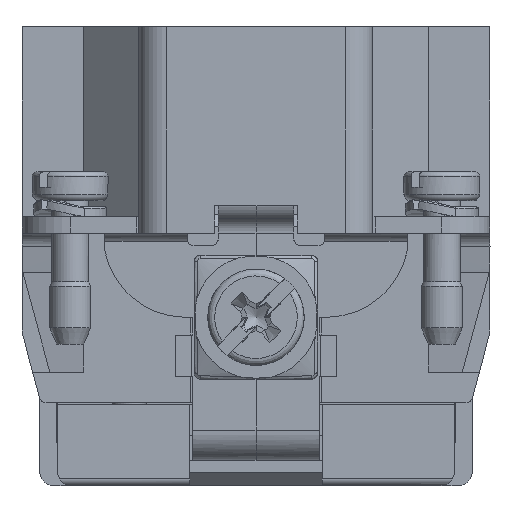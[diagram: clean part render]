
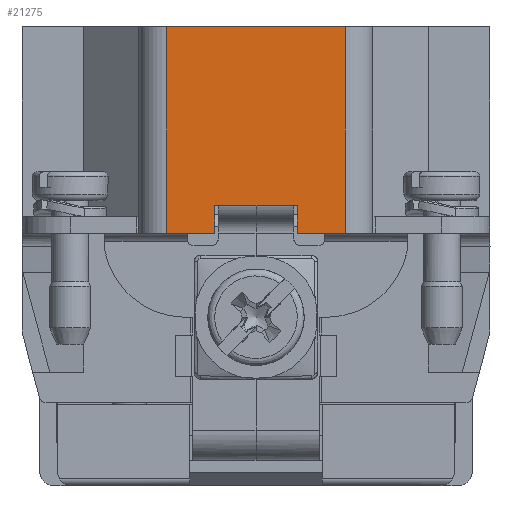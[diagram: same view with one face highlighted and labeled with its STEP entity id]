
A CAD part, left-side view. The second image highlights one B-rep face of the part: STEP entity #21275.
In plain terms, the highlighted planar face has unit normal (-1, 0, 0).
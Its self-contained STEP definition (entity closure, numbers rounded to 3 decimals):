
#16772=PLANE('',#71659);
#18879=FACE_OUTER_BOUND('',#25875,.T.);
#21275=ADVANCED_FACE('',(#18879),#16772,.F.);
#25875=EDGE_LOOP('',(#39141,#39142,#39143,#39144,#39145,#39146,#39147,#39148));
#39141=ORIENTED_EDGE('',*,*,#53680,.F.);
#39142=ORIENTED_EDGE('',*,*,#53685,.F.);
#39143=ORIENTED_EDGE('',*,*,#53688,.F.);
#39144=ORIENTED_EDGE('',*,*,#53297,.F.);
#39145=ORIENTED_EDGE('',*,*,#53689,.T.);
#39146=ORIENTED_EDGE('',*,*,#53665,.F.);
#39147=ORIENTED_EDGE('',*,*,#53671,.F.);
#39148=ORIENTED_EDGE('',*,*,#53678,.F.);
#46905=VERTEX_POINT('',#101291);
#46906=VERTEX_POINT('',#101293);
#47127=VERTEX_POINT('',#102352);
#47128=VERTEX_POINT('',#102354);
#47131=VERTEX_POINT('',#102363);
#47136=VERTEX_POINT('',#102377);
#47137=VERTEX_POINT('',#102381);
#47141=VERTEX_POINT('',#102391);
#53297=EDGE_CURVE('',#46905,#46906,#60561,.T.);
#53665=EDGE_CURVE('',#47127,#47128,#60834,.T.);
#53671=EDGE_CURVE('',#47131,#47127,#60839,.T.);
#53678=EDGE_CURVE('',#47136,#47131,#60846,.T.);
#53680=EDGE_CURVE('',#47137,#47136,#60848,.T.);
#53685=EDGE_CURVE('',#47141,#47137,#60852,.T.);
#53688=EDGE_CURVE('',#46906,#47141,#60855,.T.);
#53689=EDGE_CURVE('',#46905,#47128,#60856,.T.);
#60561=LINE('',#101292,#64789);
#60834=LINE('',#102353,#65062);
#60839=LINE('',#102365,#65067);
#60846=LINE('',#102378,#65074);
#60848=LINE('',#102382,#65076);
#60852=LINE('',#102392,#65080);
#60855=LINE('',#102397,#65083);
#60856=LINE('',#102399,#65084);
#64789=VECTOR('',#81640,1.);
#65062=VECTOR('',#82317,1.);
#65067=VECTOR('',#82326,1.);
#65074=VECTOR('',#82337,1.);
#65076=VECTOR('',#82341,1.);
#65080=VECTOR('',#82349,1.);
#65083=VECTOR('',#82356,1.);
#65084=VECTOR('',#82359,1.);
#71659=AXIS2_PLACEMENT_3D('',#102400,#82360,#82361);
#81640=DIRECTION('',(0.,-1.,0.));
#82317=DIRECTION('',(0.,1.,0.));
#82326=DIRECTION('',(0.,0.,-1.));
#82337=DIRECTION('',(0.,1.,0.));
#82341=DIRECTION('',(0.,0.,1.));
#82349=DIRECTION('',(0.,1.,0.));
#82356=DIRECTION('',(0.,0.,-1.));
#82359=DIRECTION('',(0.,0.,-1.));
#82360=DIRECTION('',(1.,0.,0.));
#82361=DIRECTION('',(0.,-1.,0.));
#101291=CARTESIAN_POINT('',(-55.5,6.5,15.));
#101292=CARTESIAN_POINT('',(-55.5,6.5,15.));
#101293=CARTESIAN_POINT('',(-55.5,-6.5,15.));
#102352=CARTESIAN_POINT('',(-55.5,3.,0.));
#102353=CARTESIAN_POINT('',(-55.5,3.,0.));
#102354=CARTESIAN_POINT('',(-55.5,6.5,0.));
#102363=CARTESIAN_POINT('',(-55.5,3.,2.));
#102365=CARTESIAN_POINT('',(-55.5,3.,2.));
#102377=CARTESIAN_POINT('',(-55.5,-3.,2.));
#102378=CARTESIAN_POINT('',(-55.5,-3.,2.));
#102381=CARTESIAN_POINT('',(-55.5,-3.,0.));
#102382=CARTESIAN_POINT('',(-55.5,-3.,0.));
#102391=CARTESIAN_POINT('',(-55.5,-6.5,0.));
#102392=CARTESIAN_POINT('',(-55.5,-6.5,0.));
#102397=CARTESIAN_POINT('',(-55.5,-6.5,15.));
#102399=CARTESIAN_POINT('',(-55.5,6.5,15.));
#102400=CARTESIAN_POINT('',(-55.5,6.5,15.));
